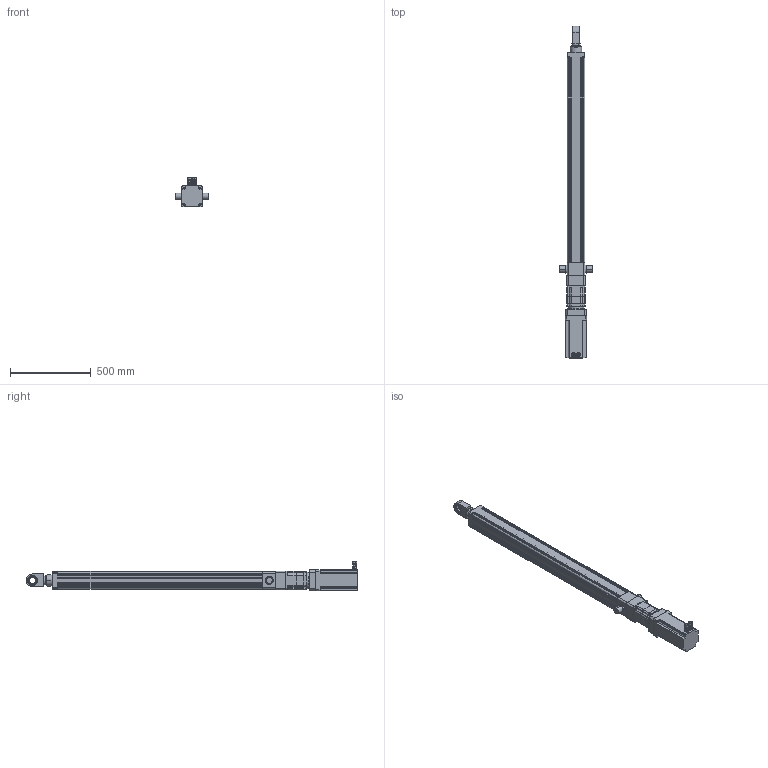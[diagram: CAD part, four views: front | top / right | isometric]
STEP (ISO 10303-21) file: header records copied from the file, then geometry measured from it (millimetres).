
FILE_DESCRIPTION (( 'STEP AP203' ), '1' );
FILE_NAME ('RLA110-10QX-50KN-L1100-33mm-s.STEP', '2025-01-18T01:07:06', ( '微软用户' ), ( '微软中国' ), 'SwSTEP 2.0', 'SolidWorks 2022', '' );
FILE_SCHEMA (( 'CONFIG_CONTROL_DESIGN' ));
Length unit declared in the file: millimetre
Products named in the file (11): 110缸行程1100直连; 130YJ150C; PGH115-L2-22-110-145-M8-A32; 前单销; RLA110-10QX-50KN-L1100-33mm-s; 卡卡螺母36X2; 防爆接头示意^130YJ150C(2)_130YJ150C; 130YJ150C(2)^130YJ150C; REBR-40; 整机模拟^130YJ150C(2)_130YJ150C; 零件23^RLA110-10QX-50KN-L1100-33mm-s
Assembly tree (11 placements, depth 4):
  RLA110-10QX-50KN-L1100-33mm-s
    110缸行程1100直连
    PGH115-L2-22-110-145-M8-A32
    130YJ150C
      130YJ150C(2)^130YJ150C
        整机模拟^130YJ150C(2)_130YJ150C
        防爆接头示意^130YJ150C(2)_130YJ150C  x2
    前单销
    卡卡螺母36X2
    REBR-40
    零件23^RLA110-10QX-50KN-L1100-33mm-s
Bounding box: 210 x 2051.5 x 184.25 mm (x, y, z)
Volume: 14359225 mm3; surface area: 1888326.3 mm2
Topology: 33 solids, 38 shells, 1087 faces, 2644 edges, 1704 vertices
Faces by surface type: cylinder 384, plane 372, bspline 207, cone 78, torus 42, sphere 4
Entity records: 37990 total; most frequent: CARTESIAN_POINT 13649, ORIENTED_EDGE 4924, DIRECTION 4656, EDGE_CURVE 2462, AXIS2_PLACEMENT_3D 1758, VERTEX_POINT 1596, VECTOR 1140, LINE 1140
